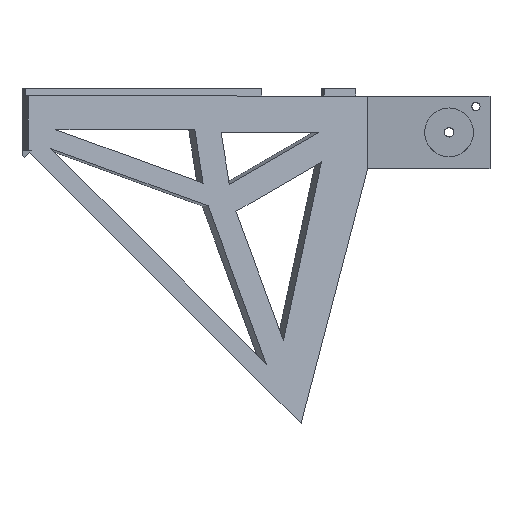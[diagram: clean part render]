
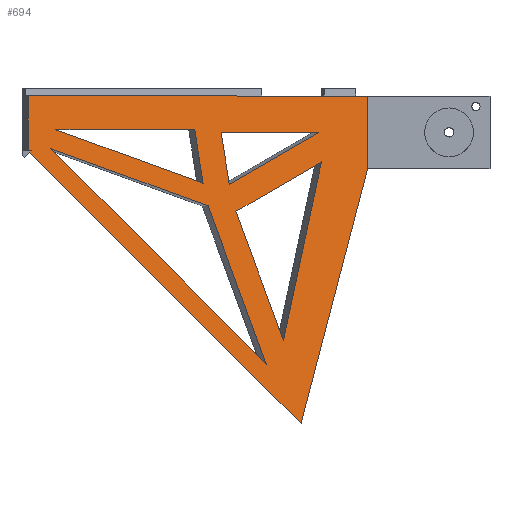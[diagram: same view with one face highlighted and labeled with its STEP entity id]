
A CAD part, top view. The second image highlights one B-rep face of the part: STEP entity #694.
In plain terms, the highlighted planar face has unit normal (0.393, 0, 0.92).
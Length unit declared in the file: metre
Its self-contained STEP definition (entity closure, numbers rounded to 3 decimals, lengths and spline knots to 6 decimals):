
#21=ORIENTED_EDGE('',*,*,#213,.F.);
#22=ORIENTED_EDGE('',*,*,#214,.F.);
#23=ORIENTED_EDGE('',*,*,#215,.F.);
#24=ORIENTED_EDGE('',*,*,#216,.F.);
#25=ORIENTED_EDGE('',*,*,#217,.F.);
#26=ORIENTED_EDGE('',*,*,#218,.F.);
#27=ORIENTED_EDGE('',*,*,#219,.F.);
#28=ORIENTED_EDGE('',*,*,#220,.F.);
#29=ORIENTED_EDGE('',*,*,#221,.F.);
#30=ORIENTED_EDGE('',*,*,#222,.F.);
#31=ORIENTED_EDGE('',*,*,#223,.F.);
#32=ORIENTED_EDGE('',*,*,#224,.F.);
#33=ORIENTED_EDGE('',*,*,#225,.F.);
#34=ORIENTED_EDGE('',*,*,#226,.T.);
#35=ORIENTED_EDGE('',*,*,#227,.F.);
#36=ORIENTED_EDGE('',*,*,#228,.T.);
#37=ORIENTED_EDGE('',*,*,#229,.F.);
#38=ORIENTED_EDGE('',*,*,#230,.T.);
#39=ORIENTED_EDGE('',*,*,#231,.T.);
#213=EDGE_CURVE('',#309,#310,#374,.T.);
#214=EDGE_CURVE('',#311,#309,#375,.T.);
#215=EDGE_CURVE('',#310,#311,#376,.T.);
#216=EDGE_CURVE('',#312,#313,#377,.T.);
#217=EDGE_CURVE('',#314,#312,#378,.T.);
#218=EDGE_CURVE('',#313,#314,#379,.T.);
#219=EDGE_CURVE('',#315,#316,#380,.T.);
#220=EDGE_CURVE('',#317,#315,#381,.T.);
#221=EDGE_CURVE('',#316,#317,#382,.T.);
#222=EDGE_CURVE('',#318,#319,#383,.T.);
#223=EDGE_CURVE('',#320,#318,#384,.T.);
#224=EDGE_CURVE('',#319,#320,#385,.T.);
#225=EDGE_CURVE('',#321,#322,#386,.T.);
#226=EDGE_CURVE('',#321,#323,#387,.T.);
#227=EDGE_CURVE('',#324,#323,#388,.T.);
#228=EDGE_CURVE('',#324,#325,#389,.T.);
#229=EDGE_CURVE('',#326,#325,#390,.T.);
#230=EDGE_CURVE('',#326,#327,#391,.T.);
#231=EDGE_CURVE('',#327,#322,#392,.T.);
#309=VERTEX_POINT('',#968);
#310=VERTEX_POINT('',#969);
#311=VERTEX_POINT('',#971);
#312=VERTEX_POINT('',#974);
#313=VERTEX_POINT('',#975);
#314=VERTEX_POINT('',#977);
#315=VERTEX_POINT('',#980);
#316=VERTEX_POINT('',#981);
#317=VERTEX_POINT('',#983);
#318=VERTEX_POINT('',#986);
#319=VERTEX_POINT('',#987);
#320=VERTEX_POINT('',#989);
#321=VERTEX_POINT('',#992);
#322=VERTEX_POINT('',#993);
#323=VERTEX_POINT('',#995);
#324=VERTEX_POINT('',#997);
#325=VERTEX_POINT('',#999);
#326=VERTEX_POINT('',#1001);
#327=VERTEX_POINT('',#1003);
#374=LINE('',#967,#464);
#375=LINE('',#970,#465);
#376=LINE('',#972,#466);
#377=LINE('',#973,#467);
#378=LINE('',#976,#468);
#379=LINE('',#978,#469);
#380=LINE('',#979,#470);
#381=LINE('',#982,#471);
#382=LINE('',#984,#472);
#383=LINE('',#985,#473);
#384=LINE('',#988,#474);
#385=LINE('',#990,#475);
#386=LINE('',#991,#476);
#387=LINE('',#994,#477);
#388=LINE('',#996,#478);
#389=LINE('',#998,#479);
#390=LINE('',#1000,#480);
#391=LINE('',#1002,#481);
#392=LINE('',#1004,#482);
#464=VECTOR('',#791,1.);
#465=VECTOR('',#792,1.);
#466=VECTOR('',#793,1.);
#467=VECTOR('',#794,1.);
#468=VECTOR('',#795,1.);
#469=VECTOR('',#796,1.);
#470=VECTOR('',#797,1.);
#471=VECTOR('',#798,1.);
#472=VECTOR('',#799,1.);
#473=VECTOR('',#800,1.);
#474=VECTOR('',#801,1.);
#475=VECTOR('',#802,1.);
#476=VECTOR('',#803,1.);
#477=VECTOR('',#804,1.);
#478=VECTOR('',#805,1.);
#479=VECTOR('',#806,1.);
#480=VECTOR('',#807,1.);
#481=VECTOR('',#808,1.);
#482=VECTOR('',#809,1.);
#554=EDGE_LOOP('',(#21,#22,#23));
#555=EDGE_LOOP('',(#24,#25,#26));
#556=EDGE_LOOP('',(#27,#28,#29));
#557=EDGE_LOOP('',(#30,#31,#32));
#558=EDGE_LOOP('',(#33,#34,#35,#36,#37,#38,#39));
#607=FACE_BOUND('',#554,.T.);
#608=FACE_BOUND('',#555,.T.);
#609=FACE_BOUND('',#556,.T.);
#610=FACE_BOUND('',#557,.T.);
#611=FACE_BOUND('',#558,.T.);
#660=PLANE('',#744);
#694=ADVANCED_FACE('',(#607,#608,#609,#610,#611),#660,.T.);
#744=AXIS2_PLACEMENT_3D('',#966,#789,#790);
#789=DIRECTION('',(0.393,0.,0.92));
#790=DIRECTION('',(0.92,0.,-0.393));
#791=DIRECTION('',(-0.92,0.,0.393));
#792=DIRECTION('',(-0.154,0.986,0.066));
#793=DIRECTION('',(0.872,-0.317,-0.373));
#794=DIRECTION('',(0.342,-0.928,-0.146));
#795=DIRECTION('',(-0.811,-0.471,0.347));
#796=DIRECTION('',(0.207,0.974,-0.089));
#797=DIRECTION('',(0.154,-0.986,-0.066));
#798=DIRECTION('',(-0.92,0.,0.393));
#799=DIRECTION('',(0.811,0.471,-0.347));
#800=DIRECTION('',(-0.872,0.317,0.373));
#801=DIRECTION('',(-0.342,0.928,0.146));
#802=DIRECTION('',(0.677,-0.677,-0.289));
#803=DIRECTION('',(0.677,0.677,-0.289));
#804=DIRECTION('',(0.677,-0.677,-0.289));
#805=DIRECTION('',(-0.251,-0.962,0.107));
#806=DIRECTION('',(0.,1.,0.));
#807=DIRECTION('',(0.92,0.,-0.393));
#808=DIRECTION('',(0.,-1.,0.));
#809=DIRECTION('',(0.92,0.,-0.393));
#966=CARTESIAN_POINT('',(-0.042455,-0.04351,-0.055154));
#967=CARTESIAN_POINT('',(-0.00609,-0.035827,-0.070691));
#968=CARTESIAN_POINT('',(0.019866,-0.035827,-0.08178));
#969=CARTESIAN_POINT('',(-0.032045,-0.035827,-0.059602));
#970=CARTESIAN_POINT('',(0.021434,-0.045845,-0.08245));
#971=CARTESIAN_POINT('',(0.023002,-0.055863,-0.08312));
#972=CARTESIAN_POINT('',(-0.004522,-0.045845,-0.071361));
#973=CARTESIAN_POINT('',(0.044135,-0.090487,-0.092149));
#974=CARTESIAN_POINT('',(0.035257,-0.066396,-0.088356));
#975=CARTESIAN_POINT('',(0.053012,-0.114578,-0.095942));
#976=CARTESIAN_POINT('',(0.051241,-0.057115,-0.095185));
#977=CARTESIAN_POINT('',(0.067224,-0.047833,-0.102014));
#978=CARTESIAN_POINT('',(0.060118,-0.081206,-0.098978));
#979=CARTESIAN_POINT('',(0.031258,-0.046542,-0.086648));
#980=CARTESIAN_POINT('',(0.029743,-0.036865,-0.086001));
#981=CARTESIAN_POINT('',(0.032773,-0.056218,-0.087295));
#982=CARTESIAN_POINT('',(0.047921,-0.036865,-0.093767));
#983=CARTESIAN_POINT('',(0.066099,-0.036865,-0.101533));
#984=CARTESIAN_POINT('',(0.049436,-0.046542,-0.094414));
#985=CARTESIAN_POINT('',(-0.004545,-0.053586,-0.071351));
#986=CARTESIAN_POINT('',(0.024844,-0.064283,-0.083907));
#987=CARTESIAN_POINT('',(-0.033933,-0.04289,-0.058795));
#988=CARTESIAN_POINT('',(0.035751,-0.093882,-0.088567));
#989=CARTESIAN_POINT('',(0.046658,-0.123481,-0.093227));
#990=CARTESIAN_POINT('',(0.006362,-0.083185,-0.076011));
#991=CARTESIAN_POINT('',(-0.026836,-0.029205,-0.061827));
#992=CARTESIAN_POINT('',(-0.04188,-0.044249,-0.0554));
#993=CARTESIAN_POINT('',(-0.041141,-0.04351,-0.055715));
#994=CARTESIAN_POINT('',(-0.04253,-0.043599,-0.055122));
#995=CARTESIAN_POINT('',(0.059594,-0.145722,-0.098754));
#996=CARTESIAN_POINT('',(0.053211,-0.170148,-0.096027));
#997=CARTESIAN_POINT('',(0.084523,-0.050317,-0.109405));
#998=CARTESIAN_POINT('',(0.084523,-0.050317,-0.109405));
#999=CARTESIAN_POINT('',(0.084523,-0.02319,-0.109405));
#1000=CARTESIAN_POINT('',(-0.042455,-0.02319,-0.055154));
#1001=CARTESIAN_POINT('',(-0.042455,-0.02319,-0.055154));
#1002=CARTESIAN_POINT('',(-0.042455,-0.04351,-0.055154));
#1003=CARTESIAN_POINT('',(-0.042455,-0.04351,-0.055154));
#1004=CARTESIAN_POINT('',(-0.042455,-0.04351,-0.055154));
